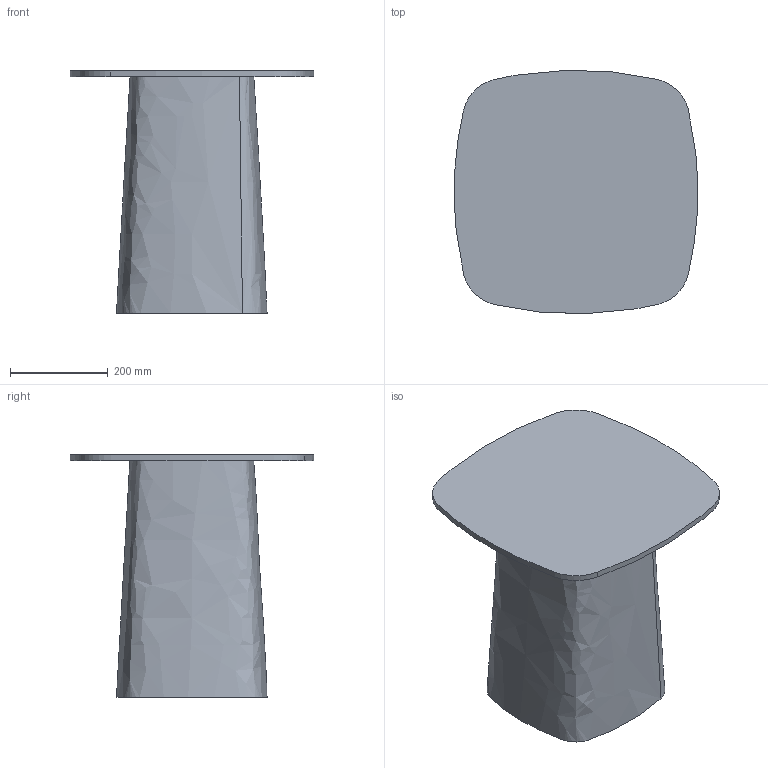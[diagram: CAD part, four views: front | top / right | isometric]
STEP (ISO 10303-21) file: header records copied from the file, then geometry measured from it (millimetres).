
FILE_DESCRIPTION(/* description */ (''),/* implementation_level */ '2;1');
FILE_NAME(/* name */ 'MC50 - Macramè 50x50 H50',/* time_stamp */ '2012-06-20T16:17:40+02:00',/* author */ (''),/* organization */ (''),/* preprocessor_version */ 'ST-DEVELOPER v10',/* originating_system */ '',/* authorisation */ '');
FILE_SCHEMA (('CONFIG_CONTROL_DESIGN'));
Length unit declared in the file: millimetre
Products named in the file (1): 1
Bounding box: 499.66 x 499.47 x 497 mm (x, y, z)
Volume: 6362193.5 mm3; surface area: 1420506.5 mm2
Topology: 2 solids, 2 shells, 10 faces, 20 edges, 14 vertices
Faces by surface type: bspline 6, plane 4
Entity records: 570 total; most frequent: CARTESIAN_POINT 354, ORIENTED_EDGE 40, EDGE_CURVE 20, VERTEX_POINT 14, EDGE_LOOP 12, ADVANCED_FACE 10, FACE_OUTER_BOUND 10, DIRECTION 8
